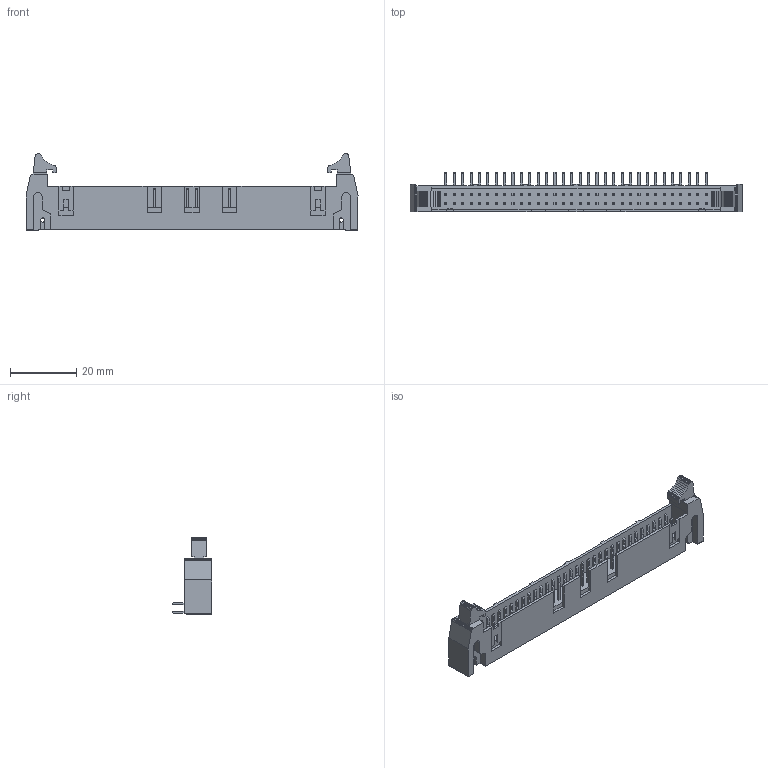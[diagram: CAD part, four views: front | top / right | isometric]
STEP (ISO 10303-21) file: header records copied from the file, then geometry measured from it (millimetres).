
FILE_DESCRIPTION(('STEP AP214'),'1');
FILE_NAME('header_awh64a-0222-t.stp','2015-03-31T16:04:44',('TraceParts'),('TraceParts S.A.'),'XStep 1.0',' ',' ');
FILE_SCHEMA(('automotive_design'));
Length unit declared in the file: millimetre
Products named in the file (1): 1
Bounding box: 100.48 x 12.1 x 23.2 mm (x, y, z)
Volume: 7294.2 mm3; surface area: 7824 mm2
Topology: 1 solids, 1 shells, 1154 faces, 3176 edges, 2114 vertices
Faces by surface type: plane 1144, cylinder 10
Entity records: 71632 total; most frequent: CARTESIAN_POINT 6445, STYLED_ITEM 6444, PRESENTATION_STYLE_ASSIGNMENT 6444, COLOUR_RGB 6444, ORIENTED_EDGE 6352, DIRECTION 5524, EDGE_CURVE 3176, CURVE_STYLE 3176
